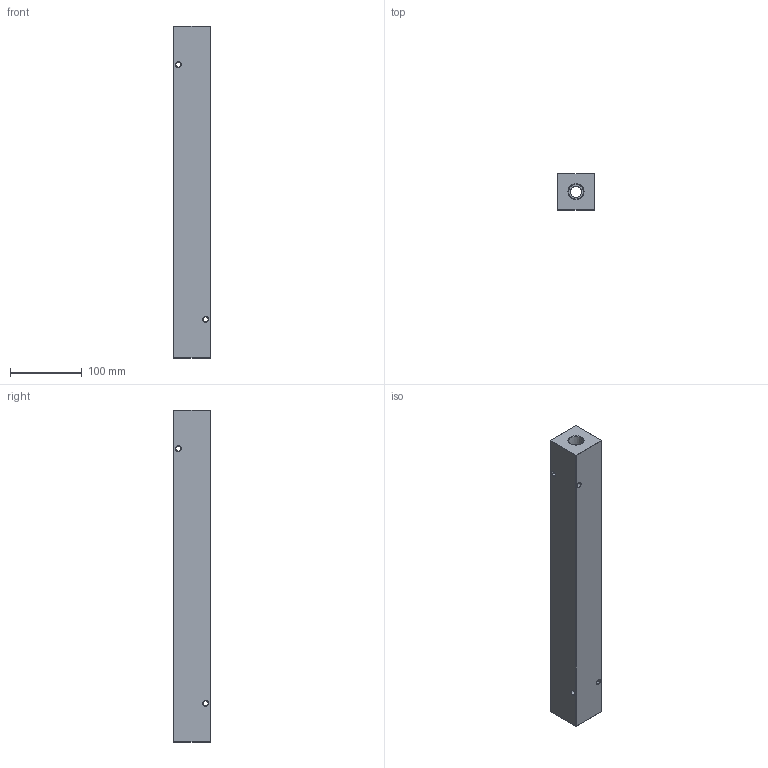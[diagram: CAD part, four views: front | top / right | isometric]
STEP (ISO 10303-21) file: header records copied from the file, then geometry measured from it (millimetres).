
FILE_DESCRIPTION (( 'STEP AP214' ), '1' );
FILE_NAME ('HM-9-0-P-8-4.STEP', '2020-02-28T17:56:44', ( '' ), ( '' ), 'SwSTEP 2.0', 'SolidWorks 2019', '' );
FILE_SCHEMA (( 'AUTOMOTIVE_DESIGN' ));
Length unit declared in the file: inch
Products named in the file (1): HM-9-0-P-8-4
Bounding box: 50.8 x 50.8 x 463.55 mm (x, y, z)
Volume: 1073092.1 mm3; surface area: 130496.1 mm2
Topology: 1 solids, 1 shells, 509 faces, 1323 edges, 860 vertices
Faces by surface type: plane 246, bspline 185, cone 42, cylinder 36
Entity records: 31488 total; most frequent: CARTESIAN_POINT 13840, ORIENTED_EDGE 2646, DIRECTION 1679, EDGE_CURVE 1323, VERTEX_POINT 860, VECTOR 809, LINE 809, EDGE_LOOP 585
